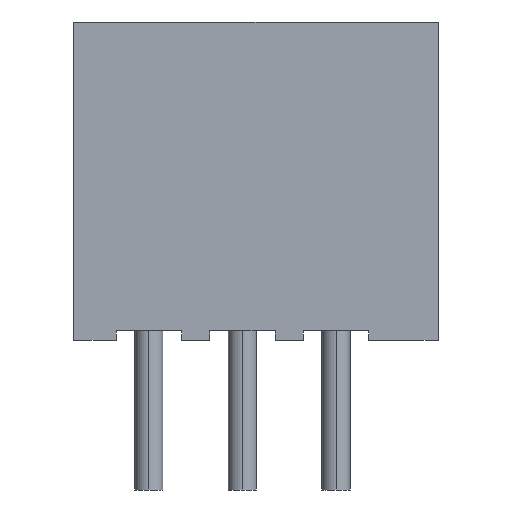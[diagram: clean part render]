
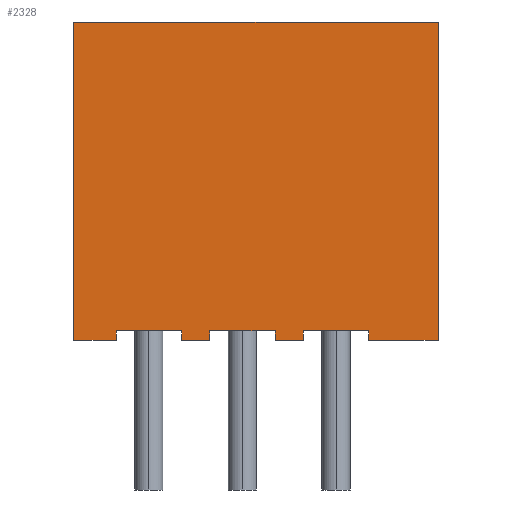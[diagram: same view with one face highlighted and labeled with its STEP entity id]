
A CAD part, front view. The second image highlights one B-rep face of the part: STEP entity #2328.
In plain terms, the highlighted planar face has unit normal (0, -1, 0).
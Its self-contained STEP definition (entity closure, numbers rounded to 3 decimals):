
#27=DIRECTION('',(0.,0.,-1.));
#28=VECTOR('',#27,6.8);
#29=CARTESIAN_POINT('',(-3.89,-3.8,0.));
#30=LINE('',#29,#28);
#674=DIRECTION('',(0.,0.,1.));
#675=VECTOR('',#674,0.2);
#676=CARTESIAN_POINT('',(1.01,-3.8,-6.8));
#677=LINE('',#676,#675);
#678=DIRECTION('',(0.,0.,1.));
#679=VECTOR('',#678,0.2);
#680=CARTESIAN_POINT('',(0.41,-3.8,-6.8));
#681=LINE('',#680,#679);
#682=DIRECTION('',(1.,0.,0.));
#683=VECTOR('',#682,1.4);
#684=CARTESIAN_POINT('',(-0.99,-3.8,-6.6));
#685=LINE('',#684,#683);
#686=DIRECTION('',(0.,0.,1.));
#687=VECTOR('',#686,0.2);
#688=CARTESIAN_POINT('',(-0.99,-3.8,-6.8));
#689=LINE('',#688,#687);
#690=DIRECTION('',(0.,0.,1.));
#691=VECTOR('',#690,0.2);
#692=CARTESIAN_POINT('',(-1.59,-3.8,-6.8));
#693=LINE('',#692,#691);
#694=DIRECTION('',(1.,0.,0.));
#695=VECTOR('',#694,1.4);
#696=CARTESIAN_POINT('',(-2.99,-3.8,-6.6));
#697=LINE('',#696,#695);
#698=DIRECTION('',(0.,0.,1.));
#699=VECTOR('',#698,0.2);
#700=CARTESIAN_POINT('',(-2.99,-3.8,-6.8));
#701=LINE('',#700,#699);
#702=DIRECTION('',(1.,0.,0.));
#703=VECTOR('',#702,7.78);
#704=CARTESIAN_POINT('',(-3.89,-3.8,0.));
#705=LINE('',#704,#703);
#706=DIRECTION('',(0.,0.,1.));
#707=VECTOR('',#706,0.2);
#708=CARTESIAN_POINT('',(2.41,-3.8,-6.8));
#709=LINE('',#708,#707);
#710=DIRECTION('',(1.,0.,0.));
#711=VECTOR('',#710,1.4);
#712=CARTESIAN_POINT('',(1.01,-3.8,-6.6));
#713=LINE('',#712,#711);
#714=DIRECTION('',(1.,0.,0.));
#715=VECTOR('',#714,0.9);
#716=CARTESIAN_POINT('',(-3.89,-3.8,-6.8));
#717=LINE('',#716,#715);
#730=DIRECTION('',(1.,0.,0.));
#731=VECTOR('',#730,0.6);
#732=CARTESIAN_POINT('',(-1.59,-3.8,-6.8));
#733=LINE('',#732,#731);
#742=DIRECTION('',(1.,0.,0.));
#743=VECTOR('',#742,0.6);
#744=CARTESIAN_POINT('',(0.41,-3.8,-6.8));
#745=LINE('',#744,#743);
#750=DIRECTION('',(1.,0.,0.));
#751=VECTOR('',#750,1.48);
#752=CARTESIAN_POINT('',(2.41,-3.8,-6.8));
#753=LINE('',#752,#751);
#940=DIRECTION('',(0.,0.,-1.));
#941=VECTOR('',#940,6.8);
#942=CARTESIAN_POINT('',(3.89,-3.8,0.));
#943=LINE('',#942,#941);
#1182=CARTESIAN_POINT('',(-3.89,-3.8,0.));
#1183=CARTESIAN_POINT('',(-3.89,-3.8,-6.8));
#1184=VERTEX_POINT('',#1182);
#1185=VERTEX_POINT('',#1183);
#1196=CARTESIAN_POINT('',(3.89,-3.8,0.));
#1197=CARTESIAN_POINT('',(3.89,-3.8,-6.8));
#1198=VERTEX_POINT('',#1196);
#1199=VERTEX_POINT('',#1197);
#1310=CARTESIAN_POINT('',(-2.99,-3.8,-6.8));
#1311=VERTEX_POINT('',#1310);
#1383=CARTESIAN_POINT('',(-2.99,-3.8,-6.6));
#1384=VERTEX_POINT('',#1383);
#1385=CARTESIAN_POINT('',(-1.59,-3.8,-6.6));
#1386=VERTEX_POINT('',#1385);
#1387=CARTESIAN_POINT('',(-1.59,-3.8,-6.8));
#1388=VERTEX_POINT('',#1387);
#1405=CARTESIAN_POINT('',(-0.99,-3.8,-6.8));
#1406=CARTESIAN_POINT('',(-0.99,-3.8,-6.6));
#1407=VERTEX_POINT('',#1405);
#1408=VERTEX_POINT('',#1406);
#1409=CARTESIAN_POINT('',(0.41,-3.8,-6.6));
#1410=VERTEX_POINT('',#1409);
#1411=CARTESIAN_POINT('',(0.41,-3.8,-6.8));
#1412=VERTEX_POINT('',#1411);
#1437=CARTESIAN_POINT('',(1.01,-3.8,-6.8));
#1438=CARTESIAN_POINT('',(1.01,-3.8,-6.6));
#1439=VERTEX_POINT('',#1437);
#1440=VERTEX_POINT('',#1438);
#1441=CARTESIAN_POINT('',(2.41,-3.8,-6.6));
#1442=VERTEX_POINT('',#1441);
#1443=CARTESIAN_POINT('',(2.41,-3.8,-6.8));
#1444=VERTEX_POINT('',#1443);
#2291=CARTESIAN_POINT('',(-3.89,-3.8,0.));
#2292=DIRECTION('',(0.,-1.,0.));
#2293=DIRECTION('',(0.,0.,-1.));
#2294=AXIS2_PLACEMENT_3D('',#2291,#2292,#2293);
#2295=PLANE('',#2294);
#2296=ORIENTED_EDGE('',*,*,#2281,.F.);
#2298=ORIENTED_EDGE('',*,*,#2297,.F.);
#2300=ORIENTED_EDGE('',*,*,#2299,.T.);
#2302=ORIENTED_EDGE('',*,*,#2301,.F.);
#2304=ORIENTED_EDGE('',*,*,#2303,.F.);
#2306=ORIENTED_EDGE('',*,*,#2305,.F.);
#2308=ORIENTED_EDGE('',*,*,#2307,.T.);
#2310=ORIENTED_EDGE('',*,*,#2309,.F.);
#2312=ORIENTED_EDGE('',*,*,#2311,.F.);
#2314=ORIENTED_EDGE('',*,*,#2313,.F.);
#2315=ORIENTED_EDGE('',*,*,#1551,.F.);
#2317=ORIENTED_EDGE('',*,*,#2316,.T.);
#2319=ORIENTED_EDGE('',*,*,#2318,.T.);
#2321=ORIENTED_EDGE('',*,*,#2320,.F.);
#2323=ORIENTED_EDGE('',*,*,#2322,.T.);
#2325=ORIENTED_EDGE('',*,*,#2324,.F.);
#2326=EDGE_LOOP('',(#2296,#2298,#2300,#2302,#2304,#2306,#2308,#2310,#2312,#2314,
#2315,#2317,#2319,#2321,#2323,#2325));
#2327=FACE_OUTER_BOUND('',#2326,.F.);
#1551=EDGE_CURVE('',#1184,#1185,#30,.T.);
#2281=EDGE_CURVE('',#1439,#1440,#677,.T.);
#2297=EDGE_CURVE('',#1412,#1439,#745,.T.);
#2299=EDGE_CURVE('',#1412,#1410,#681,.T.);
#2301=EDGE_CURVE('',#1408,#1410,#685,.T.);
#2303=EDGE_CURVE('',#1407,#1408,#689,.T.);
#2305=EDGE_CURVE('',#1388,#1407,#733,.T.);
#2307=EDGE_CURVE('',#1388,#1386,#693,.T.);
#2309=EDGE_CURVE('',#1384,#1386,#697,.T.);
#2311=EDGE_CURVE('',#1311,#1384,#701,.T.);
#2313=EDGE_CURVE('',#1185,#1311,#717,.T.);
#2316=EDGE_CURVE('',#1184,#1198,#705,.T.);
#2318=EDGE_CURVE('',#1198,#1199,#943,.T.);
#2320=EDGE_CURVE('',#1444,#1199,#753,.T.);
#2322=EDGE_CURVE('',#1444,#1442,#709,.T.);
#2324=EDGE_CURVE('',#1440,#1442,#713,.T.);
#2328=ADVANCED_FACE('',(#2327),#2295,.T.);
